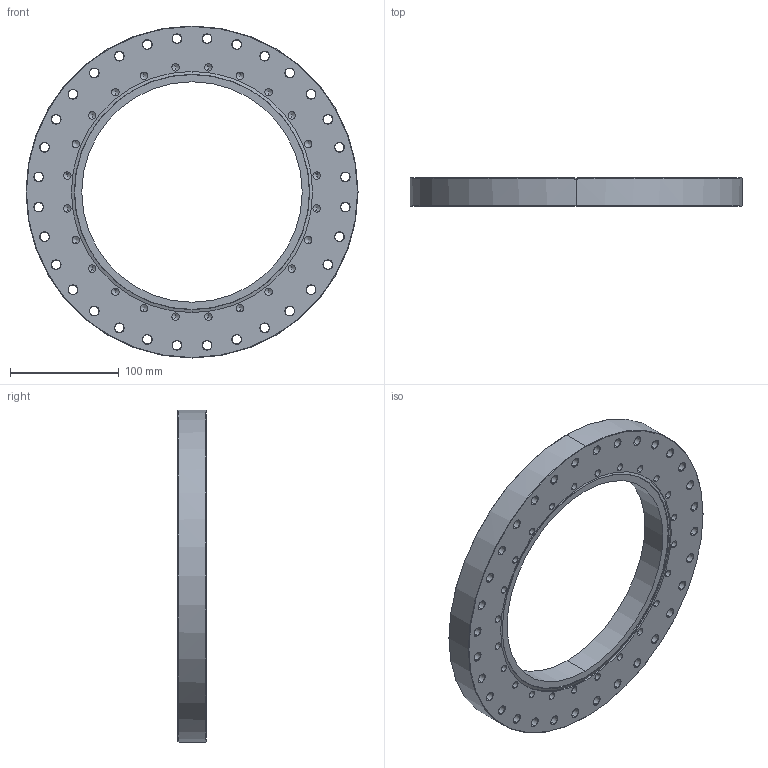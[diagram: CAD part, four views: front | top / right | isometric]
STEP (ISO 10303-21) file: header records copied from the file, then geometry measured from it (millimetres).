
FILE_DESCRIPTION (( 'STEP AP214' ), '1' );
FILE_NAME ('Hositrad_CFA250-200D.STEP', '2015-02-03T17:27:27', ( '' ), ( '' ), 'SwSTEP 2.0', 'SolidWorks 2014', '' );
FILE_SCHEMA (( 'AUTOMOTIVE_DESIGN' ));
Length unit declared in the file: millimetre
Products named in the file (1): Hositrad_CFA250-200D
Bounding box: 306 x 26 x 306 mm (x, y, z)
Volume: 963218.4 mm3; surface area: 153955.1 mm2
Topology: 1 solids, 1 shells, 319 faces, 762 edges, 422 vertices
Faces by surface type: cone 188, cylinder 120, plane 11
Entity records: 10066 total; most frequent: DIRECTION 1738, CARTESIAN_POINT 1468, ORIENTED_EDGE 1428, EDGE_CURVE 714, AXIS2_PLACEMENT_3D 708, VERTEX_POINT 422, EDGE_LOOP 410, CIRCLE 388
